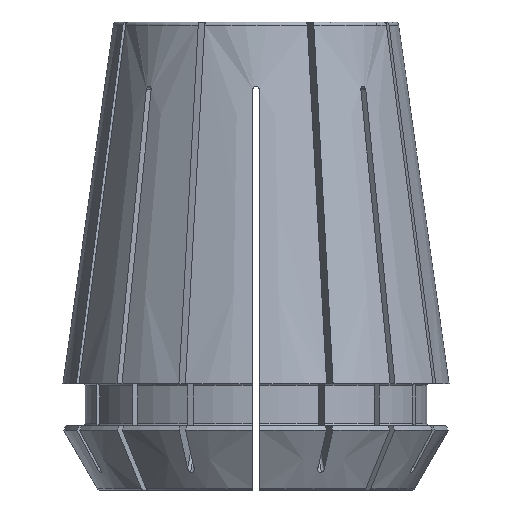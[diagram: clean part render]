
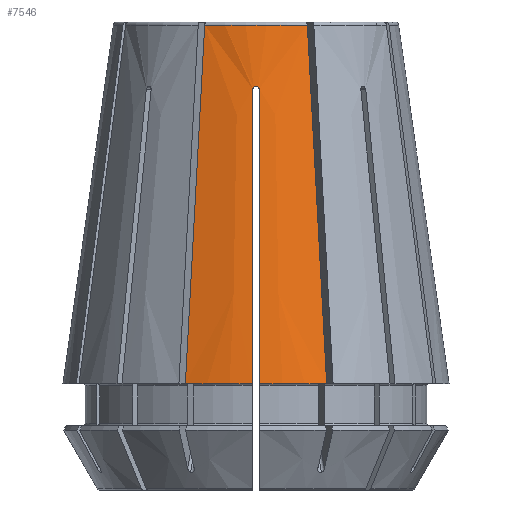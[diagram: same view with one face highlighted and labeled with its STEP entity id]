
A CAD part, front view. The second image highlights one B-rep face of the part: STEP entity #7546.
In plain terms, the highlighted conical face has half-angle 8 degrees and reference radius 16.5 mm.
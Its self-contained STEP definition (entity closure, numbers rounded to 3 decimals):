
#1683=CARTESIAN_POINT('',(-6.036,-15.356,9.1));
#1684=VERTEX_POINT('',#1683);
#1691=CARTESIAN_POINT('',(-4.388,-11.377,39.742));
#1692=VERTEX_POINT('',#1691);
#1693=CARTESIAN_POINT('',(-6.036,-15.356,9.1));
#1694=CARTESIAN_POINT('',(-5.487,-14.03,19.314));
#1695=CARTESIAN_POINT('',(-4.937,-12.703,29.528));
#1696=CARTESIAN_POINT('',(-4.388,-11.377,39.742));
#1697=B_SPLINE_CURVE_WITH_KNOTS('',3,(#1693,#1694,#1695,#1696),.UNSPECIFIED.,.F.,.F.,(4,4),(0.,0.031),.UNSPECIFIED.);
#1698=EDGE_CURVE('',#1684,#1692,#1697,.T.);
#1749=CARTESIAN_POINT('',(0.3,-12.969,34.2));
#1750=VERTEX_POINT('',#1749);
#1751=CARTESIAN_POINT('',(0.3,-16.497,9.1));
#1752=VERTEX_POINT('',#1751);
#1753=CARTESIAN_POINT('',(0.3,-12.969,34.2));
#1754=CARTESIAN_POINT('',(0.3,-13.096,33.299));
#1755=CARTESIAN_POINT('',(0.3,-13.222,32.398));
#1756=CARTESIAN_POINT('',(0.3,-13.349,31.497));
#1757=CARTESIAN_POINT('',(0.3,-14.398,24.031));
#1758=CARTESIAN_POINT('',(0.3,-15.448,16.566));
#1759=CARTESIAN_POINT('',(0.3,-16.497,9.1));
#1760=B_SPLINE_CURVE_WITH_KNOTS('',3,(#1753,#1754,#1755,#1756,#1757,#1758,#1759),.UNSPECIFIED.,.F.,.F.,(4,3,4),(0.021,0.023,0.046),.UNSPECIFIED.);
#1761=EDGE_CURVE('',#1750,#1752,#1760,.T.);
#1959=CARTESIAN_POINT('',(4.388,-11.377,39.742));
#1960=VERTEX_POINT('',#1959);
#1968=CARTESIAN_POINT('',(6.036,-15.356,9.1));
#1969=VERTEX_POINT('',#1968);
#1970=CARTESIAN_POINT('',(6.036,-15.356,9.1));
#1971=CARTESIAN_POINT('',(5.487,-14.03,19.314));
#1972=CARTESIAN_POINT('',(4.937,-12.703,29.528));
#1973=CARTESIAN_POINT('',(4.388,-11.377,39.742));
#1974=B_SPLINE_CURVE_WITH_KNOTS('',3,(#1970,#1971,#1972,#1973),.UNSPECIFIED.,.F.,.F.,(4,4),(0.,0.031),.UNSPECIFIED.);
#1975=EDGE_CURVE('',#1969,#1960,#1974,.T.);
#6746=CARTESIAN_POINT('',(-0.,0.,9.1));
#6747=DIRECTION('',(-0.,0.,1.));
#6748=DIRECTION('',(1.,0.,0.));
#6749=AXIS2_PLACEMENT_3D('',#6746,#6747,#6748);
#6750=CIRCLE('',#6749,16.5);
#6751=EDGE_CURVE('',#1752,#1969,#6750,.T.);
#7471=CARTESIAN_POINT('',(-0.3,-16.497,9.1));
#7472=VERTEX_POINT('',#7471);
#7479=CARTESIAN_POINT('',(-0.,0.,9.1));
#7480=DIRECTION('',(-0.,0.,1.));
#7481=DIRECTION('',(1.,0.,0.));
#7482=AXIS2_PLACEMENT_3D('',#7479,#7480,#7481);
#7483=CIRCLE('',#7482,16.5);
#7484=EDGE_CURVE('',#1684,#7472,#7483,.T.);
#7495=CARTESIAN_POINT('',(-0.,0.,39.742));
#7496=DIRECTION('',(-0.,0.,1.));
#7497=DIRECTION('',(1.,0.,0.));
#7498=AXIS2_PLACEMENT_3D('',#7495,#7496,#7497);
#7499=CIRCLE('',#7498,12.194);
#7500=EDGE_CURVE('',#1692,#1960,#7499,.T.);
#7513=CARTESIAN_POINT('',(-0.,0.,9.1));
#7514=DIRECTION('',(0.,0.,-1.));
#7515=DIRECTION('',(-1.,0.,-0.));
#7516=AXIS2_PLACEMENT_3D('',#7513,#7514,#7515);
#7517=CONICAL_SURFACE('',#7516,16.5,8.);
#7518=ORIENTED_EDGE('',*,*,#1698,.F.);
#7519=ORIENTED_EDGE('',*,*,#7484,.T.);
#7520=CARTESIAN_POINT('',(-0.3,-12.969,34.2));
#7521=VERTEX_POINT('',#7520);
#7522=CARTESIAN_POINT('',(-0.3,-12.969,34.2));
#7523=CARTESIAN_POINT('',(-0.3,-13.096,33.299));
#7524=CARTESIAN_POINT('',(-0.3,-13.222,32.398));
#7525=CARTESIAN_POINT('',(-0.3,-13.349,31.497));
#7526=CARTESIAN_POINT('',(-0.3,-14.398,24.031));
#7527=CARTESIAN_POINT('',(-0.3,-15.448,16.566));
#7528=CARTESIAN_POINT('',(-0.3,-16.497,9.1));
#7529=B_SPLINE_CURVE_WITH_KNOTS('',3,(#7522,#7523,#7524,#7525,#7526,#7527,#7528),.UNSPECIFIED.,.F.,.F.,(4,3,4),(0.021,0.023,0.046),.UNSPECIFIED.);
#7530=EDGE_CURVE('',#7521,#7472,#7529,.T.);
#7531=ORIENTED_EDGE('',*,*,#7530,.F.);
#7532=CARTESIAN_POINT('',(-0.3,-12.969,34.2));
#7533=CARTESIAN_POINT('',(-0.3,-12.947,34.358));
#7534=CARTESIAN_POINT('',(0.,-12.914,34.642));
#7535=CARTESIAN_POINT('',(0.3,-12.947,34.358));
#7536=CARTESIAN_POINT('',(0.3,-12.969,34.2));
#7537=B_SPLINE_CURVE_WITH_KNOTS('',3,(#7532,#7533,#7534,#7535,#7536),.UNSPECIFIED.,.F.,.F.,(4,1,4),(0.,0.,0.001),.UNSPECIFIED.);
#7538=EDGE_CURVE('',#7521,#1750,#7537,.T.);
#7539=ORIENTED_EDGE('',*,*,#7538,.T.);
#7540=ORIENTED_EDGE('',*,*,#1761,.T.);
#7541=ORIENTED_EDGE('',*,*,#6751,.T.);
#7542=ORIENTED_EDGE('',*,*,#1975,.T.);
#7543=ORIENTED_EDGE('',*,*,#7500,.F.);
#7544=EDGE_LOOP('',(#7518,#7519,#7531,#7539,#7540,#7541,#7542,#7543));
#7545=FACE_BOUND('',#7544,.T.);
#7546=ADVANCED_FACE('',(#7545),#7517,.T.);
